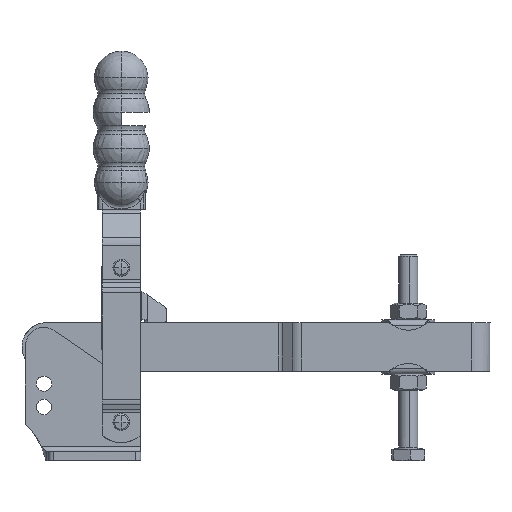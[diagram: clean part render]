
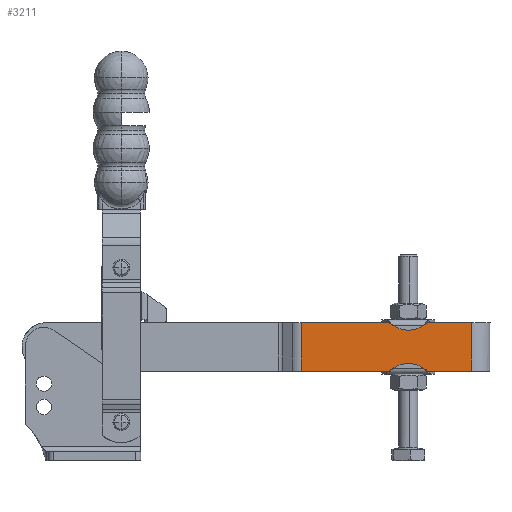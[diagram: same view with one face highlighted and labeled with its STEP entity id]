
A CAD part, top view. The second image highlights one B-rep face of the part: STEP entity #3211.
In plain terms, the highlighted planar face has unit normal (0, 0, 1).
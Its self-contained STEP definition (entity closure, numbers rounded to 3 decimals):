
#3087=AXIS2_PLACEMENT_3D('Circle Axis2P3D',#3085,#3086,$) ;
#3101=AXIS2_PLACEMENT_3D('Plane Axis2P3D',#3098,#3099,#3100) ;
#3119=AXIS2_PLACEMENT_3D('Circle Axis2P3D',#3117,#3118,$) ;
#3160=AXIS2_PLACEMENT_3D('Circle Axis2P3D',#3158,#3159,$) ;
#3167=AXIS2_PLACEMENT_3D('Circle Axis2P3D',#3165,#3166,$) ;
#1997=CARTESIAN_POINT('Vertex',(125.846,46.893,10.5)) ;
#2001=CARTESIAN_POINT('Control Point',(124.455,45.892,10.5)) ;
#2002=CARTESIAN_POINT('Control Point',(124.683,46.196,10.5)) ;
#2003=CARTESIAN_POINT('Control Point',(124.95,46.411,10.5)) ;
#2004=CARTESIAN_POINT('Control Point',(125.224,46.582,10.5)) ;
#2005=CARTESIAN_POINT('Control Point',(125.53,46.742,10.5)) ;
#2006=CARTESIAN_POINT('Control Point',(125.846,46.893,10.5)) ;
#2007=CARTESIAN_POINT('Vertex',(124.455,45.892,10.5)) ;
#2033=CARTESIAN_POINT('Line Origine',(106.235,45.892,10.5)) ;
#2037=CARTESIAN_POINT('Vertex',(88.014,45.891,10.5)) ;
#2559=CARTESIAN_POINT('Vertex',(138.775,46.893,10.5)) ;
#2582=CARTESIAN_POINT('Vertex',(140.166,45.893,10.5)) ;
#2586=CARTESIAN_POINT('Control Point',(140.166,45.893,10.5)) ;
#2587=CARTESIAN_POINT('Control Point',(139.882,46.273,10.5)) ;
#2588=CARTESIAN_POINT('Control Point',(139.538,46.504,10.5)) ;
#2589=CARTESIAN_POINT('Control Point',(139.171,46.704,10.5)) ;
#2590=CARTESIAN_POINT('Control Point',(138.775,46.893,10.5)) ;
#2869=CARTESIAN_POINT('Vertex',(158.616,45.894,10.5)) ;
#2872=CARTESIAN_POINT('Line Origine',(149.391,45.893,10.5)) ;
#3082=CARTESIAN_POINT('Vertex',(132.311,48.992,10.5)) ;
#3085=CARTESIAN_POINT('Axis2P3D Location',(132.311,37.992,10.5)) ;
#3098=CARTESIAN_POINT('Axis2P3D Location',(140.675,55.893,10.5)) ;
#3103=CARTESIAN_POINT('Line Origine',(106.234,65.892,10.5)) ;
#3107=CARTESIAN_POINT('Vertex',(124.456,65.892,10.5)) ;
#3109=CARTESIAN_POINT('Vertex',(88.013,65.891,10.5)) ;
#3112=CARTESIAN_POINT('Line Origine',(88.014,55.891,10.5)) ;
#3117=CARTESIAN_POINT('Axis2P3D Location',(132.311,37.992,10.5)) ;
#3122=CARTESIAN_POINT('Line Origine',(158.615,55.894,10.5)) ;
#3126=CARTESIAN_POINT('Vertex',(158.615,65.894,10.5)) ;
#3129=CARTESIAN_POINT('Line Origine',(149.391,65.893,10.5)) ;
#3133=CARTESIAN_POINT('Vertex',(140.167,65.893,10.5)) ;
#3137=CARTESIAN_POINT('Control Point',(140.167,65.893,10.5)) ;
#3138=CARTESIAN_POINT('Control Point',(140.056,65.745,10.5)) ;
#3139=CARTESIAN_POINT('Control Point',(139.937,65.619,10.5)) ;
#3140=CARTESIAN_POINT('Control Point',(139.811,65.508,10.5)) ;
#3141=CARTESIAN_POINT('Control Point',(139.615,65.359,10.5)) ;
#3142=CARTESIAN_POINT('Control Point',(139.408,65.228,10.5)) ;
#3143=CARTESIAN_POINT('Control Point',(139.338,65.185,10.5)) ;
#3144=CARTESIAN_POINT('Control Point',(139.231,65.124,10.5)) ;
#3145=CARTESIAN_POINT('Control Point',(139.121,65.065,10.5)) ;
#3146=CARTESIAN_POINT('Control Point',(139.084,65.046,10.5)) ;
#3147=CARTESIAN_POINT('Control Point',(139.01,65.008,10.5)) ;
#3148=CARTESIAN_POINT('Control Point',(138.935,64.97,10.5)) ;
#3149=CARTESIAN_POINT('Control Point',(138.897,64.951,10.5)) ;
#3150=CARTESIAN_POINT('Control Point',(138.849,64.928,10.5)) ;
#3151=CARTESIAN_POINT('Control Point',(138.802,64.905,10.5)) ;
#3152=CARTESIAN_POINT('Control Point',(138.793,64.901,10.5)) ;
#3153=CARTESIAN_POINT('Control Point',(138.784,64.897,10.5)) ;
#3154=CARTESIAN_POINT('Control Point',(138.775,64.893,10.5)) ;
#3155=CARTESIAN_POINT('Vertex',(138.775,64.893,10.5)) ;
#3158=CARTESIAN_POINT('Axis2P3D Location',(132.311,73.793,10.5)) ;
#3162=CARTESIAN_POINT('Vertex',(132.311,62.793,10.5)) ;
#3165=CARTESIAN_POINT('Axis2P3D Location',(132.311,73.793,10.5)) ;
#3169=CARTESIAN_POINT('Vertex',(125.846,64.893,10.5)) ;
#3173=CARTESIAN_POINT('Control Point',(124.456,65.892,10.5)) ;
#3174=CARTESIAN_POINT('Control Point',(124.567,65.743,10.5)) ;
#3175=CARTESIAN_POINT('Control Point',(124.687,65.616,10.5)) ;
#3176=CARTESIAN_POINT('Control Point',(124.815,65.504,10.5)) ;
#3177=CARTESIAN_POINT('Control Point',(125.012,65.355,10.5)) ;
#3178=CARTESIAN_POINT('Control Point',(125.221,65.223,10.5)) ;
#3179=CARTESIAN_POINT('Control Point',(125.291,65.181,10.5)) ;
#3180=CARTESIAN_POINT('Control Point',(125.398,65.12,10.5)) ;
#3181=CARTESIAN_POINT('Control Point',(125.508,65.061,10.5)) ;
#3182=CARTESIAN_POINT('Control Point',(125.545,65.042,10.5)) ;
#3183=CARTESIAN_POINT('Control Point',(125.601,65.013,10.5)) ;
#3184=CARTESIAN_POINT('Control Point',(125.657,64.985,10.5)) ;
#3185=CARTESIAN_POINT('Control Point',(125.676,64.975,10.5)) ;
#3186=CARTESIAN_POINT('Control Point',(125.714,64.957,10.5)) ;
#3187=CARTESIAN_POINT('Control Point',(125.752,64.938,10.5)) ;
#3188=CARTESIAN_POINT('Control Point',(125.771,64.929,10.5)) ;
#3189=CARTESIAN_POINT('Control Point',(125.798,64.916,10.5)) ;
#3190=CARTESIAN_POINT('Control Point',(125.824,64.903,10.5)) ;
#3191=CARTESIAN_POINT('Control Point',(125.832,64.9,10.5)) ;
#3192=CARTESIAN_POINT('Control Point',(125.839,64.896,10.5)) ;
#3193=CARTESIAN_POINT('Control Point',(125.846,64.893,10.5)) ;
#2034=DIRECTION('Vector Direction',(-1.,0.,0.)) ;
#2873=DIRECTION('Vector Direction',(-1.,0.,0.)) ;
#3086=DIRECTION('Axis2P3D Direction',(0.,0.,1.)) ;
#3099=DIRECTION('Axis2P3D Direction',(0.,-0.,1.)) ;
#3100=DIRECTION('Axis2P3D XDirection',(1.,0.,0.)) ;
#3104=DIRECTION('Vector Direction',(-1.,0.,0.)) ;
#3113=DIRECTION('Vector Direction',(0.,-1.,0.)) ;
#3118=DIRECTION('Axis2P3D Direction',(0.,-0.,1.)) ;
#3123=DIRECTION('Vector Direction',(0.,1.,0.)) ;
#3130=DIRECTION('Vector Direction',(-1.,0.,0.)) ;
#3159=DIRECTION('Axis2P3D Direction',(0.,-0.,1.)) ;
#3166=DIRECTION('Axis2P3D Direction',(0.,-0.,1.)) ;
#2035=VECTOR('Line Direction',#2034,1.) ;
#2874=VECTOR('Line Direction',#2873,1.) ;
#3105=VECTOR('Line Direction',#3104,1.) ;
#3114=VECTOR('Line Direction',#3113,1.) ;
#3124=VECTOR('Line Direction',#3123,1.) ;
#3131=VECTOR('Line Direction',#3130,1.) ;
#3196=ORIENTED_EDGE('',*,*,#3111,.T.) ;
#3197=ORIENTED_EDGE('',*,*,#3116,.T.) ;
#3198=ORIENTED_EDGE('',*,*,#2039,.F.) ;
#3199=ORIENTED_EDGE('',*,*,#2009,.T.) ;
#3200=ORIENTED_EDGE('',*,*,#3089,.T.) ;
#3201=ORIENTED_EDGE('',*,*,#3121,.T.) ;
#3202=ORIENTED_EDGE('',*,*,#2591,.F.) ;
#3203=ORIENTED_EDGE('',*,*,#2876,.F.) ;
#3204=ORIENTED_EDGE('',*,*,#3128,.T.) ;
#3205=ORIENTED_EDGE('',*,*,#3135,.T.) ;
#3206=ORIENTED_EDGE('',*,*,#3157,.T.) ;
#3207=ORIENTED_EDGE('',*,*,#3164,.T.) ;
#3208=ORIENTED_EDGE('',*,*,#3171,.T.) ;
#3209=ORIENTED_EDGE('',*,*,#3194,.F.) ;
#3211=ADVANCED_FACE('VERTIKALSPANNER_TS_V_290_UB_L75_357858',(#3210),#3102,.T.) ;
#2000=B_SPLINE_CURVE_WITH_KNOTS('',5,(#2001,#2002,#2003,#2004,#2005,#2006),.UNSPECIFIED.,.F.,.U.,(6,6),(0.,3.882),.UNSPECIFIED.) ;
#2585=B_SPLINE_CURVE_WITH_KNOTS('',4,(#2586,#2587,#2588,#2589,#2590),.UNSPECIFIED.,.F.,.U.,(5,5),(0.,3.883),.UNSPECIFIED.) ;
#3136=B_SPLINE_CURVE_WITH_KNOTS('',5,(#3137,#3138,#3139,#3140,#3141,#3142,#3143,#3144,#3145,#3146,#3147,#3148,#3149,#3150,#3151,#3152,#3153,#3154),.UNSPECIFIED.,.F.,.U.,(6,3,3,3,3,6),(0.,1.885,2.829,3.301,3.773,3.882),.UNSPECIFIED.) ;
#3172=B_SPLINE_CURVE_WITH_KNOTS('',5,(#3173,#3174,#3175,#3176,#3177,#3178,#3179,#3180,#3181,#3182,#3183,#3184,#3185,#3186,#3187,#3188,#3189,#3190,#3191,#3192,#3193),.UNSPECIFIED.,.F.,.U.,(6,3,3,3,3,3,6),(0.,1.903,2.847,3.318,3.555,3.793,3.883),.UNSPECIFIED.) ;
#3088=CIRCLE('generated circle',#3087,11.) ;
#3120=CIRCLE('generated circle',#3119,11.) ;
#3161=CIRCLE('generated circle',#3160,11.) ;
#3168=CIRCLE('generated circle',#3167,11.) ;
#2009=EDGE_CURVE('',#2008,#1998,#2000,.T.) ;
#2039=EDGE_CURVE('',#2008,#2038,#2036,.T.) ;
#2591=EDGE_CURVE('',#2583,#2560,#2585,.T.) ;
#2876=EDGE_CURVE('',#2870,#2583,#2875,.T.) ;
#3089=EDGE_CURVE('',#1998,#3083,#3088,.F.) ;
#3111=EDGE_CURVE('',#3108,#3110,#3106,.T.) ;
#3116=EDGE_CURVE('',#3110,#2038,#3115,.T.) ;
#3121=EDGE_CURVE('',#3083,#2560,#3120,.F.) ;
#3128=EDGE_CURVE('',#2870,#3127,#3125,.T.) ;
#3135=EDGE_CURVE('',#3127,#3134,#3132,.T.) ;
#3157=EDGE_CURVE('',#3134,#3156,#3136,.T.) ;
#3164=EDGE_CURVE('',#3156,#3163,#3161,.F.) ;
#3171=EDGE_CURVE('',#3163,#3170,#3168,.F.) ;
#3194=EDGE_CURVE('',#3108,#3170,#3172,.T.) ;
#3195=EDGE_LOOP('',(#3196,#3197,#3198,#3199,#3200,#3201,#3202,#3203,#3204,#3205,#3206,#3207,#3208,#3209)) ;
#3210=FACE_OUTER_BOUND('',#3195,.T.) ;
#2036=LINE('Line',#2033,#2035) ;
#2875=LINE('Line',#2872,#2874) ;
#3106=LINE('Line',#3103,#3105) ;
#3115=LINE('Line',#3112,#3114) ;
#3125=LINE('Line',#3122,#3124) ;
#3132=LINE('Line',#3129,#3131) ;
#3102=PLANE('Plane',#3101) ;
#1998=VERTEX_POINT('',#1997) ;
#2008=VERTEX_POINT('',#2007) ;
#2038=VERTEX_POINT('',#2037) ;
#2560=VERTEX_POINT('',#2559) ;
#2583=VERTEX_POINT('',#2582) ;
#2870=VERTEX_POINT('',#2869) ;
#3083=VERTEX_POINT('',#3082) ;
#3108=VERTEX_POINT('',#3107) ;
#3110=VERTEX_POINT('',#3109) ;
#3127=VERTEX_POINT('',#3126) ;
#3134=VERTEX_POINT('',#3133) ;
#3156=VERTEX_POINT('',#3155) ;
#3163=VERTEX_POINT('',#3162) ;
#3170=VERTEX_POINT('',#3169) ;
